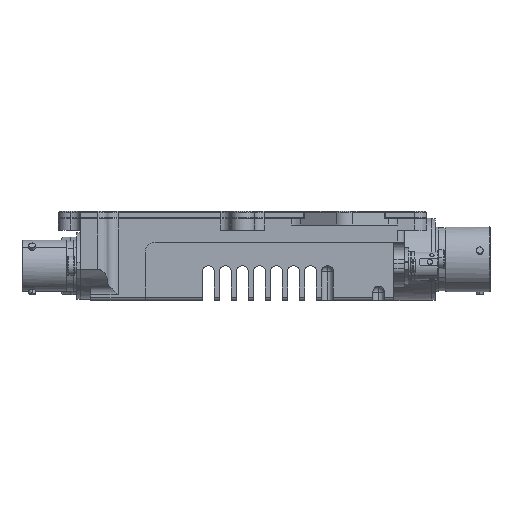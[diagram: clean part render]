
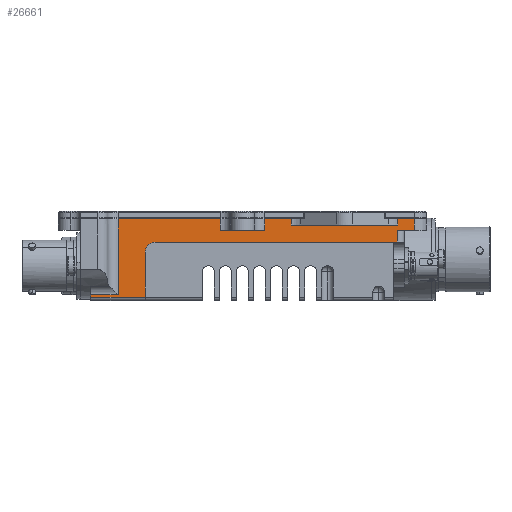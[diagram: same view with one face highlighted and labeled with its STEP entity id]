
A CAD part, left-side view. The second image highlights one B-rep face of the part: STEP entity #26661.
In plain terms, the highlighted planar face has unit normal (-1, 0, 0).
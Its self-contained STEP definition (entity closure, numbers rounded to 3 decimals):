
#473 = PLANE ( 'NONE',  #53175 ) ;
#901 = VERTEX_POINT ( 'NONE', #13918 ) ;
#1188 = LINE ( 'NONE', #19631, #1994 ) ;
#1236 = CARTESIAN_POINT ( 'NONE',  ( -43., -50.5, 20.7 ) ) ;
#1446 = ORIENTED_EDGE ( 'NONE', *, *, #19329, .T. ) ;
#1994 = VECTOR ( 'NONE', #9924, 1000. ) ;
#2060 = ORIENTED_EDGE ( 'NONE', *, *, #20220, .T. ) ;
#2130 = ORIENTED_EDGE ( 'NONE', *, *, #49299, .F. ) ;
#2185 = VERTEX_POINT ( 'NONE', #23888 ) ;
#2428 = LINE ( 'NONE', #39318, #18746 ) ;
#2891 = DIRECTION ( 'NONE',  ( 0., 1., 0. ) ) ;
#3065 = VECTOR ( 'NONE', #22711, 1000. ) ;
#4010 = ORIENTED_EDGE ( 'NONE', *, *, #10455, .T. ) ;
#5136 = CARTESIAN_POINT ( 'NONE',  ( -43., 28.5, 1. ) ) ;
#5612 = VERTEX_POINT ( 'NONE', #56760 ) ;
#5876 = VECTOR ( 'NONE', #37995, 1000. ) ;
#5932 = EDGE_CURVE ( 'NONE', #26457, #54265, #23301, .T. ) ;
#6850 = CARTESIAN_POINT ( 'NONE',  ( -43., 44.5, 1. ) ) ;
#7047 = VERTEX_POINT ( 'NONE', #45636 ) ;
#7656 = EDGE_CURVE ( 'NONE', #50342, #44930, #30118, .T. ) ;
#7706 = VERTEX_POINT ( 'NONE', #57536 ) ;
#9014 = CARTESIAN_POINT ( 'NONE',  ( -43., 44.5, 1.701 ) ) ;
#9441 = LINE ( 'NONE', #24005, #23473 ) ;
#9779 = EDGE_LOOP ( 'NONE', ( #1446, #59154, #20133, #38148, #39691, #13995, #2060, #33665, #48862, #53376, #35703, #58561, #26837, #11028, #4010, #37642, #31131, #2130, #41029 ) ) ;
#9924 = DIRECTION ( 'NONE',  ( 0., 0., -1. ) ) ;
#10066 = VECTOR ( 'NONE', #34842, 1000. ) ;
#10455 = EDGE_CURVE ( 'NONE', #33420, #18203, #16387, .T. ) ;
#10549 = CARTESIAN_POINT ( 'NONE',  ( -43., 36.5, 24. ) ) ;
#10967 = EDGE_CURVE ( 'NONE', #42357, #25606, #27142, .T. ) ;
#11028 = ORIENTED_EDGE ( 'NONE', *, *, #30449, .T. ) ;
#11140 = EDGE_CURVE ( 'NONE', #18203, #30839, #26177, .T. ) ;
#11158 = DIRECTION ( 'NONE',  ( 0., 0., 1. ) ) ;
#11554 = CARTESIAN_POINT ( 'NONE',  ( -43., 28.5, 1. ) ) ;
#11618 = LINE ( 'NONE', #25284, #5876 ) ;
#12107 = DIRECTION ( 'NONE',  ( 0., -1., 0. ) ) ;
#12538 = CARTESIAN_POINT ( 'NONE',  ( -43., -50.5, 20.7 ) ) ;
#12775 = EDGE_CURVE ( 'NONE', #5612, #30927, #1188, .T. ) ;
#13485 = DIRECTION ( 'NONE',  ( 0., 0., -1. ) ) ;
#13756 = VERTEX_POINT ( 'NONE', #30807 ) ;
#13846 = VECTOR ( 'NONE', #22074, 1000. ) ;
#13918 = CARTESIAN_POINT ( 'NONE',  ( -43., 36.5, 1.701 ) ) ;
#13995 = ORIENTED_EDGE ( 'NONE', *, *, #7656, .T. ) ;
#14613 = DIRECTION ( 'NONE',  ( 0., 1., 0. ) ) ;
#15923 = VECTOR ( 'NONE', #2891, 1000. ) ;
#16387 = LINE ( 'NONE', #35438, #10066 ) ;
#16786 = DIRECTION ( 'NONE',  ( 0., 0., 1. ) ) ;
#16957 = VECTOR ( 'NONE', #16786, 1000. ) ;
#16985 = DIRECTION ( 'NONE',  ( 0., 1., 0. ) ) ;
#18203 = VERTEX_POINT ( 'NONE', #1236 ) ;
#18346 = VECTOR ( 'NONE', #11158, 1000. ) ;
#18746 = VECTOR ( 'NONE', #21787, 1000. ) ;
#19329 = EDGE_CURVE ( 'NONE', #13756, #36242, #53141, .T. ) ;
#19631 = CARTESIAN_POINT ( 'NONE',  ( -43., 44.5, 0. ) ) ;
#20065 = VECTOR ( 'NONE', #14613, 1000. ) ;
#20133 = ORIENTED_EDGE ( 'NONE', *, *, #44800, .F. ) ;
#20220 = EDGE_CURVE ( 'NONE', #44930, #901, #11618, .T. ) ;
#20822 = VECTOR ( 'NONE', #45853, 1000. ) ;
#21055 = CARTESIAN_POINT ( 'NONE',  ( -43., -47.5, 24. ) ) ;
#21095 = VERTEX_POINT ( 'NONE', #37113 ) ;
#21787 = DIRECTION ( 'NONE',  ( 0., 0., 1. ) ) ;
#21799 = CARTESIAN_POINT ( 'NONE',  ( -43., -45.5, 17.2 ) ) ;
#22008 = DIRECTION ( 'NONE',  ( 0., 0., 1. ) ) ;
#22074 = DIRECTION ( 'NONE',  ( 0., 1., 0. ) ) ;
#22609 = VECTOR ( 'NONE', #16985, 1000. ) ;
#22711 = DIRECTION ( 'NONE',  ( 0., 0., -1. ) ) ;
#23185 = EDGE_CURVE ( 'NONE', #901, #5612, #50380, .T. ) ;
#23301 = LINE ( 'NONE', #28102, #3065 ) ;
#23473 = VECTOR ( 'NONE', #57338, 1000. ) ;
#23584 = VECTOR ( 'NONE', #36631, 1000. ) ;
#23888 = CARTESIAN_POINT ( 'NONE',  ( -43., 6.5, 20.7 ) ) ;
#24005 = CARTESIAN_POINT ( 'NONE',  ( -43., -45.5, 24.2 ) ) ;
#24023 = DIRECTION ( 'NONE',  ( 0., 0., -1. ) ) ;
#24046 = EDGE_CURVE ( 'NONE', #7706, #2185, #55946, .T. ) ;
#24248 = CARTESIAN_POINT ( 'NONE',  ( -43., 25.5, 17.2 ) ) ;
#25284 = CARTESIAN_POINT ( 'NONE',  ( -43., 36.5, 24.2 ) ) ;
#25606 = VERTEX_POINT ( 'NONE', #21799 ) ;
#26087 = CARTESIAN_POINT ( 'NONE',  ( -43., -47.5, 24. ) ) ;
#26177 = LINE ( 'NONE', #12538, #16957 ) ;
#26457 = VERTEX_POINT ( 'NONE', #33784 ) ;
#26604 = CARTESIAN_POINT ( 'NONE',  ( -43., -14.309, 24. ) ) ;
#26661 = ADVANCED_FACE ( 'NONE', ( #36174 ), #473, .F. ) ;
#26691 = LINE ( 'NONE', #26087, #22609 ) ;
#26837 = ORIENTED_EDGE ( 'NONE', *, *, #10967, .T. ) ;
#27016 = AXIS2_PLACEMENT_3D ( 'NONE', #46345, #37897, #24023 ) ;
#27142 = LINE ( 'NONE', #45557, #20822 ) ;
#28102 = CARTESIAN_POINT ( 'NONE',  ( -43., 28.5, 0. ) ) ;
#29256 = CARTESIAN_POINT ( 'NONE',  ( -43., -50.5, 24. ) ) ;
#29442 = CARTESIAN_POINT ( 'NONE',  ( -43., 6.5, 24. ) ) ;
#30118 = LINE ( 'NONE', #21055, #15923 ) ;
#30449 = EDGE_CURVE ( 'NONE', #25606, #33420, #9441, .T. ) ;
#30807 = CARTESIAN_POINT ( 'NONE',  ( -43., -14.309, 22.2 ) ) ;
#30839 = VERTEX_POINT ( 'NONE', #29256 ) ;
#30927 = VERTEX_POINT ( 'NONE', #6850 ) ;
#31131 = ORIENTED_EDGE ( 'NONE', *, *, #49065, .T. ) ;
#33420 = VERTEX_POINT ( 'NONE', #57787 ) ;
#33665 = ORIENTED_EDGE ( 'NONE', *, *, #23185, .T. ) ;
#33784 = CARTESIAN_POINT ( 'NONE',  ( -43., 28.5, 14.2 ) ) ;
#34842 = DIRECTION ( 'NONE',  ( 0., -1., 0. ) ) ;
#35306 = VECTOR ( 'NONE', #46769, 1000. ) ;
#35414 = CARTESIAN_POINT ( 'NONE',  ( -43., -45.691, 22.2 ) ) ;
#35438 = CARTESIAN_POINT ( 'NONE',  ( -43., -47.5, 20.7 ) ) ;
#35703 = ORIENTED_EDGE ( 'NONE', *, *, #5932, .F. ) ;
#36174 = FACE_OUTER_BOUND ( 'NONE', #9779, .T. ) ;
#36242 = VERTEX_POINT ( 'NONE', #26604 ) ;
#36631 = DIRECTION ( 'NONE',  ( 0., 0., 1. ) ) ;
#36639 = CIRCLE ( 'NONE', #27016, 3. ) ;
#37113 = CARTESIAN_POINT ( 'NONE',  ( -43., -6.5, 24. ) ) ;
#37236 = LINE ( 'NONE', #59204, #23584 ) ;
#37642 = ORIENTED_EDGE ( 'NONE', *, *, #11140, .T. ) ;
#37897 = DIRECTION ( 'NONE',  ( 1., 0., 0. ) ) ;
#37933 = DIRECTION ( 'NONE',  ( 0., -1., 0. ) ) ;
#37995 = DIRECTION ( 'NONE',  ( 0., 0., -1. ) ) ;
#38148 = ORIENTED_EDGE ( 'NONE', *, *, #24046, .T. ) ;
#38928 = VECTOR ( 'NONE', #22008, 1000. ) ;
#39318 = CARTESIAN_POINT ( 'NONE',  ( -43., -45.691, 22.2 ) ) ;
#39691 = ORIENTED_EDGE ( 'NONE', *, *, #48725, .T. ) ;
#40997 = DIRECTION ( 'NONE',  ( 1., 0., 0. ) ) ;
#41029 = ORIENTED_EDGE ( 'NONE', *, *, #54006, .F. ) ;
#41591 = CARTESIAN_POINT ( 'NONE',  ( -43., -47.5, 24.2 ) ) ;
#41661 = LINE ( 'NONE', #41963, #35306 ) ;
#41963 = CARTESIAN_POINT ( 'NONE',  ( -43., -47.5, 24. ) ) ;
#42357 = VERTEX_POINT ( 'NONE', #24248 ) ;
#44800 = EDGE_CURVE ( 'NONE', #7706, #21095, #37236, .T. ) ;
#44930 = VERTEX_POINT ( 'NONE', #10549 ) ;
#45557 = CARTESIAN_POINT ( 'NONE',  ( -43., -44.5, 17.2 ) ) ;
#45636 = CARTESIAN_POINT ( 'NONE',  ( -43., -45.691, 22.2 ) ) ;
#45853 = DIRECTION ( 'NONE',  ( 0., -1., 0. ) ) ;
#46345 = CARTESIAN_POINT ( 'NONE',  ( -43., 25.5, 14.2 ) ) ;
#46769 = DIRECTION ( 'NONE',  ( 0., 1., 0. ) ) ;
#47240 = LINE ( 'NONE', #11554, #56854 ) ;
#48322 = VERTEX_POINT ( 'NONE', #52217 ) ;
#48725 = EDGE_CURVE ( 'NONE', #2185, #50342, #53364, .T. ) ;
#48862 = ORIENTED_EDGE ( 'NONE', *, *, #12775, .T. ) ;
#49065 = EDGE_CURVE ( 'NONE', #30839, #48322, #26691, .T. ) ;
#49299 = EDGE_CURVE ( 'NONE', #7047, #48322, #2428, .T. ) ;
#50143 = VECTOR ( 'NONE', #12107, 1000. ) ;
#50342 = VERTEX_POINT ( 'NONE', #29442 ) ;
#50380 = LINE ( 'NONE', #9014, #13846 ) ;
#50525 = CARTESIAN_POINT ( 'NONE',  ( -43., -6.5, 20.7 ) ) ;
#51115 = EDGE_CURVE ( 'NONE', #36242, #21095, #41661, .T. ) ;
#52217 = CARTESIAN_POINT ( 'NONE',  ( -43., -45.691, 24. ) ) ;
#53058 = CARTESIAN_POINT ( 'NONE',  ( -43., 6.5, 20.7 ) ) ;
#53141 = LINE ( 'NONE', #57962, #18346 ) ;
#53175 = AXIS2_PLACEMENT_3D ( 'NONE', #41591, #40997, #13485 ) ;
#53357 = EDGE_CURVE ( 'NONE', #26457, #42357, #36639, .T. ) ;
#53364 = LINE ( 'NONE', #53058, #38928 ) ;
#53376 = ORIENTED_EDGE ( 'NONE', *, *, #53593, .T. ) ;
#53488 = LINE ( 'NONE', #35414, #50143 ) ;
#53593 = EDGE_CURVE ( 'NONE', #30927, #54265, #47240, .T. ) ;
#54006 = EDGE_CURVE ( 'NONE', #13756, #7047, #53488, .T. ) ;
#54265 = VERTEX_POINT ( 'NONE', #5136 ) ;
#55946 = LINE ( 'NONE', #50525, #20065 ) ;
#56760 = CARTESIAN_POINT ( 'NONE',  ( -43., 44.5, 1.701 ) ) ;
#56854 = VECTOR ( 'NONE', #37933, 1000. ) ;
#57338 = DIRECTION ( 'NONE',  ( 0., 0., 1. ) ) ;
#57536 = CARTESIAN_POINT ( 'NONE',  ( -43., -6.5, 20.7 ) ) ;
#57787 = CARTESIAN_POINT ( 'NONE',  ( -43., -45.5, 20.7 ) ) ;
#57962 = CARTESIAN_POINT ( 'NONE',  ( -43., -14.309, 22.2 ) ) ;
#58561 = ORIENTED_EDGE ( 'NONE', *, *, #53357, .T. ) ;
#59154 = ORIENTED_EDGE ( 'NONE', *, *, #51115, .T. ) ;
#59204 = CARTESIAN_POINT ( 'NONE',  ( -43., -6.5, 20.7 ) ) ;
